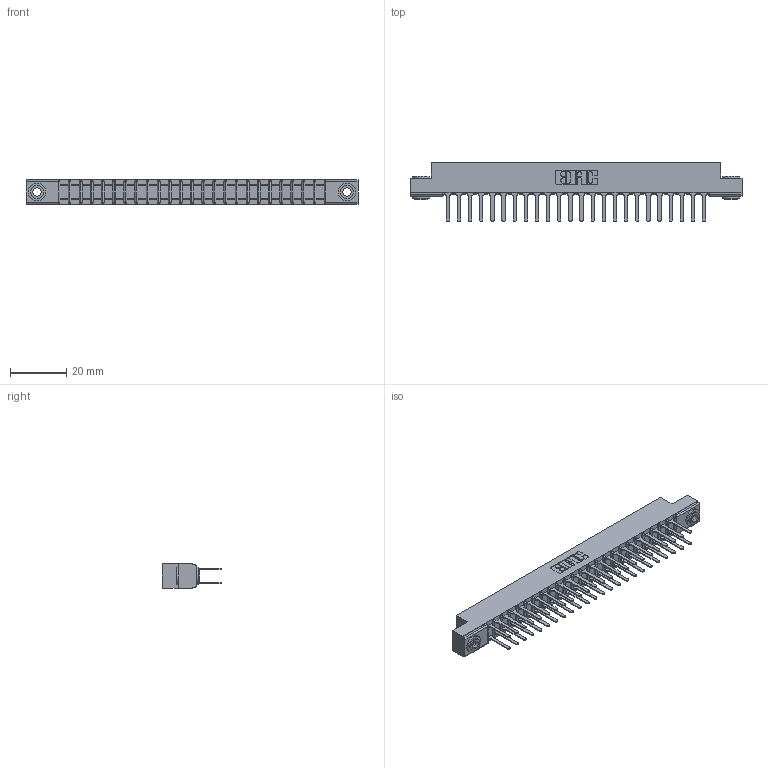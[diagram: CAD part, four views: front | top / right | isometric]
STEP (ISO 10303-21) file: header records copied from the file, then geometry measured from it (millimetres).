
FILE_DESCRIPTION (( 'STEP AP203' ), '1' );
FILE_NAME ('357-048-422-203.STEP', '2020-10-04T03:48:42', ( '' ), ( '' ), 'SwSTEP 2.0', 'SolidWorks 2020', '' );
FILE_SCHEMA (( 'CONFIG_CONTROL_DESIGN' ));
Length unit declared in the file: inch
Products named in the file (4): 357-048-422-203; 307-290-001_522; 307 Part_.156 Dia Mounting Holes; 345-250-002_345-250-002-102
Assembly tree (51 placements, depth 2):
  357-048-422-203
    307 Part_.156 Dia Mounting Holes
    307-290-001_522  x48
    345-250-002_345-250-002-102  x2
Bounding box: 118.11 x 21.11 x 8.71 mm (x, y, z)
Volume: 7830.1 mm3; surface area: 14722.6 mm2
Topology: 51 solids, 51 shells, 2403 faces, 6675 edges, 4314 vertices
Faces by surface type: plane 1582, cylinder 763, sphere 50, cone 8
Entity records: 24595 total; most frequent: CARTESIAN_POINT 4009, ORIENTED_EDGE 3962, DIRECTION 3949, EDGE_CURVE 1981, VECTOR 1505, LINE 1505, VERTEX_POINT 1282, AXIS2_PLACEMENT_3D 1222
